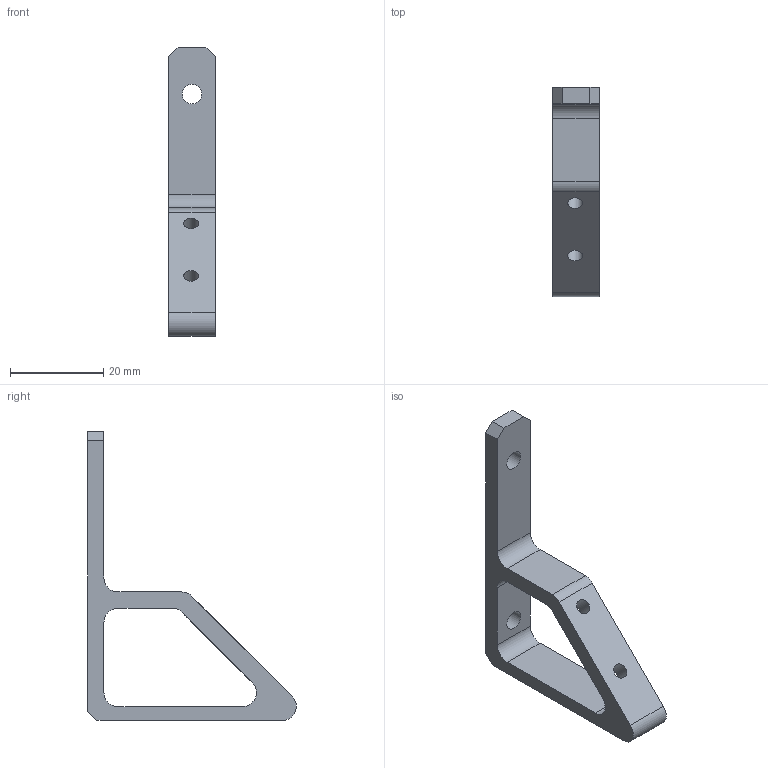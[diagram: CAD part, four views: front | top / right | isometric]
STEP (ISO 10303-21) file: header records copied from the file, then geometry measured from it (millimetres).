
FILE_DESCRIPTION(('FreeCAD Model'),'2;1');
FILE_NAME('MKSmini-lcdstand-x2.step', '2021-05-01T11:35:28',('Author'),(''), 'Open CASCADE STEP processor 7.3','FreeCAD','Unknown');
FILE_SCHEMA(('AUTOMOTIVE_DESIGN { 1 0 10303 214 1 1 1 1 }'));
Length unit declared in the file: millimetre
Products named in the file (1): stand
Bounding box: 10 x 44.77 x 62 mm (x, y, z)
Volume: 5207.8 mm3; surface area: 4039.4 mm2
Topology: 1 solids, 1 shells, 26 faces, 72 edges, 48 vertices
Faces by surface type: plane 15, cylinder 11
Full cylindrical faces by diameter (mm): 3.2 x2, 4.2 x2
Entity records: 1842 total; most frequent: CARTESIAN_POINT 345, DIRECTION 283, LINE 172, VECTOR 172, ORIENTED_EDGE 144, PCURVE 144, DEFINITIONAL_REPRESENTATION 144, EDGE_CURVE 72
